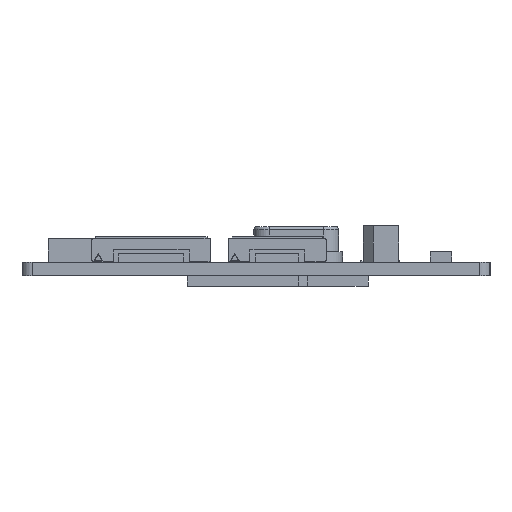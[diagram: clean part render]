
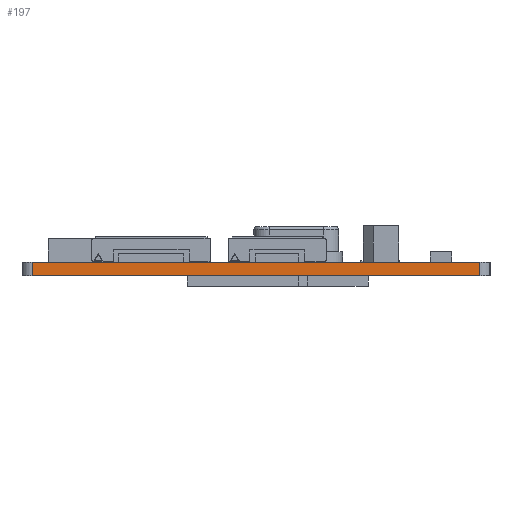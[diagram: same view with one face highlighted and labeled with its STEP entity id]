
A CAD part, left-side view. The second image highlights one B-rep face of the part: STEP entity #197.
In plain terms, the highlighted planar face has unit normal (-1, 0, 0).
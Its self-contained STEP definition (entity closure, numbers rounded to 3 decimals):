
#182 = ORIENTED_EDGE ( 'NONE', *, *, #3928, .F. ) ;
#183 = ORIENTED_EDGE ( 'NONE', *, *, #200, .T. ) ;
#185 = ORIENTED_EDGE ( 'NONE', *, *, #186, .T. ) ;
#186 = EDGE_CURVE ( 'NONE', #5637, #3929, #6331, .T. ) ;
#187 = EDGE_LOOP ( 'NONE', ( #188, #185, #182, #183 ) ) ;
#188 = ORIENTED_EDGE ( 'NONE', *, *, #5703, .T. ) ;
#197 = ADVANCED_FACE ( 'NONE', ( #6361 ), #6389, .F. ) ;
#200 = EDGE_CURVE ( 'NONE', #3926, #5704, #6416, .T. ) ;
#3926 = VERTEX_POINT ( 'NONE', #17755 ) ;
#3928 = EDGE_CURVE ( 'NONE', #3926, #3929, #17754, .T. ) ;
#3929 = VERTEX_POINT ( 'NONE', #17811 ) ;
#5637 = VERTEX_POINT ( 'NONE', #22971 ) ;
#5703 = EDGE_CURVE ( 'NONE', #5704, #5637, #23106, .T. ) ;
#5704 = VERTEX_POINT ( 'NONE', #23102 ) ;
#6328 = DIRECTION ( 'NONE',  ( 0., 0., -1. ) ) ;
#6329 = VECTOR ( 'NONE', #6328, 1000. ) ;
#6330 = CARTESIAN_POINT ( 'NONE',  ( -45.72, 26.111, -1.524 ) ) ;
#6331 = LINE ( 'NONE', #6330, #6329 ) ;
#6361 = FACE_OUTER_BOUND ( 'NONE', #187, .T. ) ;
#6383 = DIRECTION ( 'NONE',  ( 0., -1., 0. ) ) ;
#6384 = DIRECTION ( 'NONE',  ( 1., 0., 0. ) ) ;
#6385 = CARTESIAN_POINT ( 'NONE',  ( -45.72, -27.305, -1.524 ) ) ;
#6386 = AXIS2_PLACEMENT_3D ( 'NONE', #6385, #6384, #6383 ) ;
#6389 = PLANE ( 'NONE',  #6386 ) ;
#6413 = DIRECTION ( 'NONE',  ( 0., 0., 1. ) ) ;
#6414 = VECTOR ( 'NONE', #6413, 1000. ) ;
#6415 = CARTESIAN_POINT ( 'NONE',  ( -45.72, -26.111, -1.524 ) ) ;
#6416 = LINE ( 'NONE', #6415, #6414 ) ;
#17753 = CARTESIAN_POINT ( 'NONE',  ( -45.72, -27.305, -1.524 ) ) ;
#17754 = LINE ( 'NONE', #17753, #17813 ) ;
#17755 = CARTESIAN_POINT ( 'NONE',  ( -45.72, -26.111, -1.524 ) ) ;
#17811 = CARTESIAN_POINT ( 'NONE',  ( -45.72, 26.111, -1.524 ) ) ;
#17812 = DIRECTION ( 'NONE',  ( 0., 1., 0. ) ) ;
#17813 = VECTOR ( 'NONE', #17812, 1000. ) ;
#22971 = CARTESIAN_POINT ( 'NONE',  ( -45.72, 26.111, 0. ) ) ;
#23102 = CARTESIAN_POINT ( 'NONE',  ( -45.72, -26.111, 0. ) ) ;
#23103 = DIRECTION ( 'NONE',  ( 0., 1., 0. ) ) ;
#23104 = VECTOR ( 'NONE', #23103, 1000. ) ;
#23105 = CARTESIAN_POINT ( 'NONE',  ( -45.72, -27.305, 0. ) ) ;
#23106 = LINE ( 'NONE', #23105, #23104 ) ;
